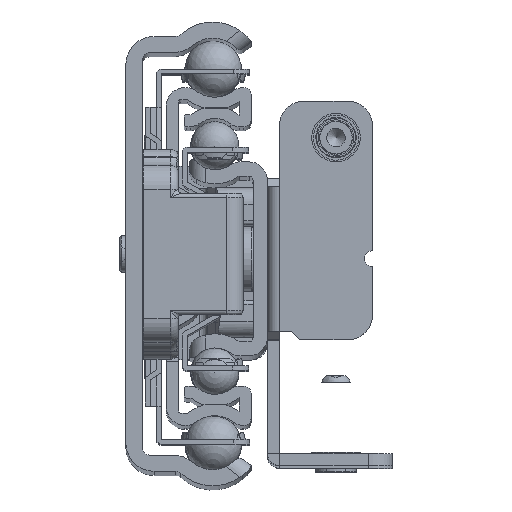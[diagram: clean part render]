
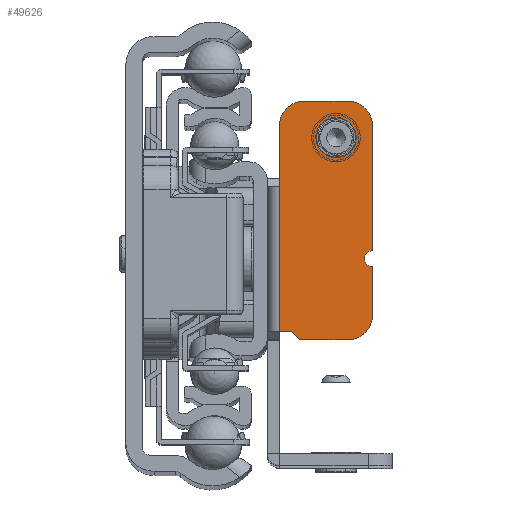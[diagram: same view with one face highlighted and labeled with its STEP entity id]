
A CAD part, top view. The second image highlights one B-rep face of the part: STEP entity #49626.
In plain terms, the highlighted planar face has unit normal (0, 0, 1).
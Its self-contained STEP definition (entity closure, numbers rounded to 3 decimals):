
#1976=FACE_BOUND('',#7360,.T.);
#2440=PLANE('',#52823);
#4706=FACE_OUTER_BOUND('',#7359,.T.);
#7359=EDGE_LOOP('',(#35127,#35128,#35129,#35130,#35131,#35132,#35133,#35134,
#35135,#35136,#35137,#35138));
#7360=EDGE_LOOP('',(#35139));
#10490=LINE('',#74104,#14376);
#10499=LINE('',#74129,#14385);
#10502=LINE('',#74134,#14388);
#10504=LINE('',#74138,#14390);
#10505=LINE('',#74143,#14391);
#10506=LINE('',#74147,#14392);
#10507=LINE('',#74148,#14393);
#10508=LINE('',#74151,#14394);
#14376=VECTOR('',#59506,10.);
#14385=VECTOR('',#59525,10.);
#14388=VECTOR('',#59530,10.);
#14390=VECTOR('',#59534,10.);
#14391=VECTOR('',#59539,10.);
#14392=VECTOR('',#59542,10.);
#14393=VECTOR('',#59543,10.);
#14394=VECTOR('',#59546,10.);
#17795=CIRCLE('',#52811,2.05);
#17796=CIRCLE('',#52813,1.);
#17801=CIRCLE('',#52824,3.);
#17802=CIRCLE('',#52825,3.);
#17803=CIRCLE('',#52826,3.);
#20451=VERTEX_POINT('',#74087);
#20452=VERTEX_POINT('',#74091);
#20453=VERTEX_POINT('',#74092);
#20457=VERTEX_POINT('',#74102);
#20467=VERTEX_POINT('',#74126);
#20468=VERTEX_POINT('',#74128);
#20469=VERTEX_POINT('',#74132);
#20470=VERTEX_POINT('',#74136);
#20471=VERTEX_POINT('',#74140);
#20472=VERTEX_POINT('',#74142);
#20473=VERTEX_POINT('',#74144);
#20474=VERTEX_POINT('',#74146);
#20475=VERTEX_POINT('',#74149);
#25962=EDGE_CURVE('',#20451,#20451,#17795,.T.);
#25963=EDGE_CURVE('',#20452,#20453,#17796,.T.);
#25969=EDGE_CURVE('',#20457,#20452,#10490,.T.);
#25981=EDGE_CURVE('',#20467,#20468,#10499,.T.);
#25984=EDGE_CURVE('',#20469,#20467,#10502,.T.);
#25986=EDGE_CURVE('',#20470,#20469,#10504,.T.);
#25987=EDGE_CURVE('',#20457,#20471,#17801,.T.);
#25988=EDGE_CURVE('',#20472,#20471,#10505,.T.);
#25989=EDGE_CURVE('',#20472,#20473,#17802,.T.);
#25990=EDGE_CURVE('',#20474,#20473,#10506,.T.);
#25991=EDGE_CURVE('',#20468,#20474,#10507,.T.);
#25992=EDGE_CURVE('',#20470,#20475,#17803,.T.);
#25993=EDGE_CURVE('',#20453,#20475,#10508,.T.);
#35127=ORIENTED_EDGE('',*,*,#25963,.F.);
#35128=ORIENTED_EDGE('',*,*,#25969,.F.);
#35129=ORIENTED_EDGE('',*,*,#25987,.T.);
#35130=ORIENTED_EDGE('',*,*,#25988,.F.);
#35131=ORIENTED_EDGE('',*,*,#25989,.T.);
#35132=ORIENTED_EDGE('',*,*,#25990,.F.);
#35133=ORIENTED_EDGE('',*,*,#25991,.F.);
#35134=ORIENTED_EDGE('',*,*,#25981,.F.);
#35135=ORIENTED_EDGE('',*,*,#25984,.F.);
#35136=ORIENTED_EDGE('',*,*,#25986,.F.);
#35137=ORIENTED_EDGE('',*,*,#25992,.T.);
#35138=ORIENTED_EDGE('',*,*,#25993,.F.);
#35139=ORIENTED_EDGE('',*,*,#25962,.F.);
#49626=ADVANCED_FACE('',(#4706,#1976),#2440,.T.);
#52811=AXIS2_PLACEMENT_3D('',#74089,#59492,#59493);
#52813=AXIS2_PLACEMENT_3D('',#74093,#59496,#59497);
#52823=AXIS2_PLACEMENT_3D('',#74139,#59535,#59536);
#52824=AXIS2_PLACEMENT_3D('',#74141,#59537,#59538);
#52825=AXIS2_PLACEMENT_3D('',#74145,#59540,#59541);
#52826=AXIS2_PLACEMENT_3D('',#74150,#59544,#59545);
#59492=DIRECTION('center_axis',(0.,0.,
1.));
#59493=DIRECTION('ref_axis',(-1.,0.,0.));
#59496=DIRECTION('center_axis',(0.,0.,
1.));
#59497=DIRECTION('ref_axis',(0.,-1.,0.));
#59506=DIRECTION('',(0.,-1.,0.));
#59525=DIRECTION('',(-1.,0.,0.));
#59530=DIRECTION('',(-0.707,0.707,0.));
#59534=DIRECTION('',(-1.,0.,0.));
#59535=DIRECTION('center_axis',(0.,0.,
1.));
#59536=DIRECTION('ref_axis',(1.,0.,0.));
#59537=DIRECTION('center_axis',(0.,0.,
1.));
#59538=DIRECTION('ref_axis',(0.707,0.707,0.));
#59539=DIRECTION('',(1.,0.,0.));
#59540=DIRECTION('center_axis',(0.,0.,
1.));
#59541=DIRECTION('ref_axis',(-0.707,0.707,0.));
#59542=DIRECTION('',(0.,1.,0.));
#59543=DIRECTION('',(0.,1.,0.));
#59544=DIRECTION('center_axis',(0.,0.,
1.));
#59545=DIRECTION('ref_axis',(0.707,-0.707,0.));
#59546=DIRECTION('',(0.,-1.,0.));
#74087=CARTESIAN_POINT('',(17.3,15.,-200.5));
#74089=CARTESIAN_POINT('Origin',(15.25,15.,-200.5));
#74091=CARTESIAN_POINT('',(19.75,1.,-200.5));
#74092=CARTESIAN_POINT('',(19.75,-1.,-200.5));
#74093=CARTESIAN_POINT('Origin',(19.75,0.,-200.5));
#74102=CARTESIAN_POINT('',(19.75,16.5,-200.5));
#74104=CARTESIAN_POINT('',(19.75,19.5,-200.5));
#74126=CARTESIAN_POINT('',(9.75,-9.,-200.5));
#74128=CARTESIAN_POINT('',(8.25,-9.,-200.5));
#74129=CARTESIAN_POINT('',(10.866,-9.,-200.5));
#74132=CARTESIAN_POINT('',(10.75,-10.,-200.5));
#74134=CARTESIAN_POINT('',(8.433,-7.683,-200.5));
#74136=CARTESIAN_POINT('',(16.75,-10.,-200.5));
#74138=CARTESIAN_POINT('',(19.75,-10.,-200.5));
#74139=CARTESIAN_POINT('Origin',(13.482,0.,
-200.5));
#74140=CARTESIAN_POINT('',(16.75,19.5,-200.5));
#74141=CARTESIAN_POINT('Origin',(16.75,16.5,-200.5));
#74142=CARTESIAN_POINT('',(11.25,19.5,-200.5));
#74143=CARTESIAN_POINT('',(8.25,19.5,-200.5));
#74144=CARTESIAN_POINT('',(8.25,16.5,-200.5));
#74145=CARTESIAN_POINT('Origin',(11.25,16.5,-200.5));
#74146=CARTESIAN_POINT('',(8.25,9.,-200.5));
#74147=CARTESIAN_POINT('',(8.25,9.,-200.5));
#74148=CARTESIAN_POINT('',(8.25,0.,-200.5));
#74149=CARTESIAN_POINT('',(19.75,-7.,-200.5));
#74150=CARTESIAN_POINT('Origin',(16.75,-7.,-200.5));
#74151=CARTESIAN_POINT('',(19.75,19.5,-200.5));
